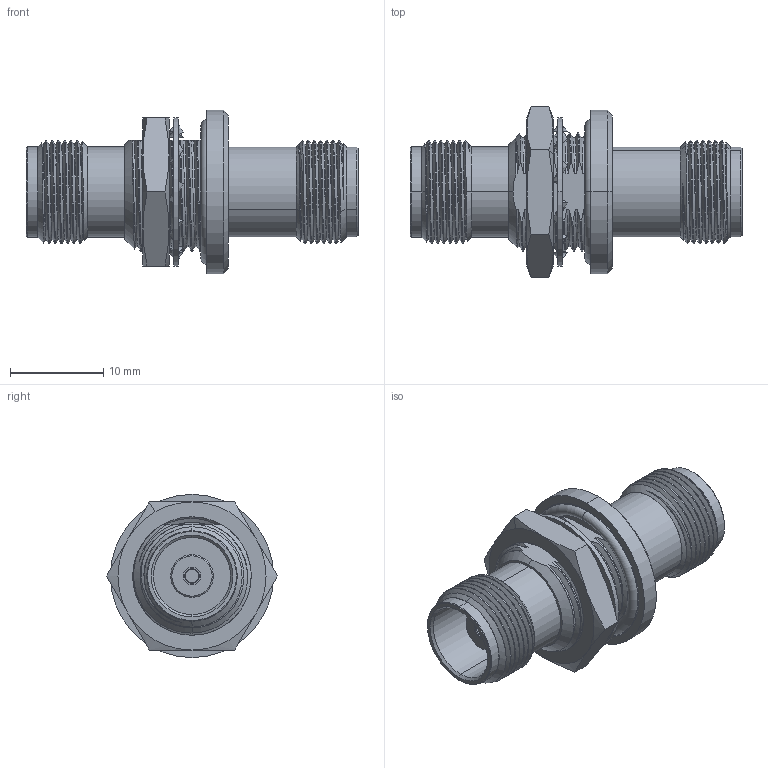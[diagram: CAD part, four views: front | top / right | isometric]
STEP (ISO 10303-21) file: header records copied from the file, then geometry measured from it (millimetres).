
FILE_DESCRIPTION (( 'STEP AP203' ), '1' );
FILE_NAME ('SM4415 ¦ PE91205.step', '2019-06-10T13:59:23', ( '' ), ( '' ), 'SwSTEP 2.0', 'SolidWorks 2018', '' );
FILE_SCHEMA (( 'CONFIG_CONTROL_DESIGN' ));
Length unit declared in the file: inch
Products named in the file (1): SM4415 ｦ PE91205
Bounding box: 35.6 x 18.33 x 17.5 mm (x, y, z)
Volume: 3039.2 mm3; surface area: 3631.6 mm2
Topology: 4 solids, 5 shells, 303 faces, 845 edges, 565 vertices
Faces by surface type: cylinder 102, bspline 81, plane 64, cone 52, torus 4
Entity records: 24730 total; most frequent: CARTESIAN_POINT 17924, ORIENTED_EDGE 1690, DIRECTION 1064, EDGE_CURVE 845, VERTEX_POINT 565, AXIS2_PLACEMENT_3D 404, EDGE_LOOP 322, ADVANCED_FACE 303
